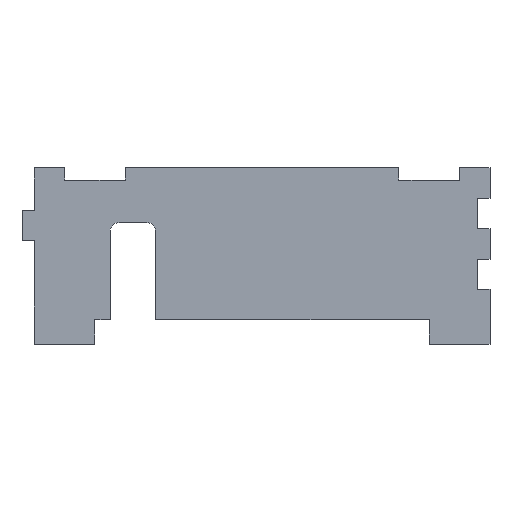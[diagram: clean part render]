
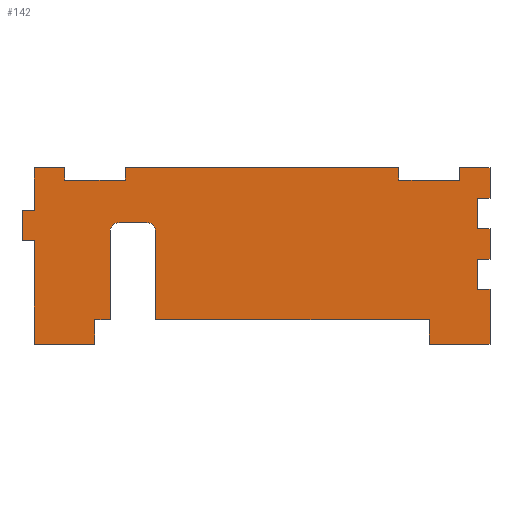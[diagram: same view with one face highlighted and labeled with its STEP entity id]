
A CAD part, top view. The second image highlights one B-rep face of the part: STEP entity #142.
In plain terms, the highlighted planar face has unit normal (0, 0, 1).
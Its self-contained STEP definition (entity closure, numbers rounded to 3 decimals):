
#106=CIRCLE('',#855,3.);
#107=CIRCLE('',#856,3.);
#142=ADVANCED_FACE('',(#212),#178,.F.);
#178=PLANE('',#857);
#212=FACE_OUTER_BOUND('',#248,.T.);
#248=EDGE_LOOP('',(#380,#381,#382,#383,#384,#385,#386,#387,#388,#389,#390,
#391,#392,#393,#394,#395,#396,#397,#398,#399,#400,#401,#402,#403,#404,#405,
#406,#407,#408,#409,#410,#411,#412,#413));
#380=ORIENTED_EDGE('',*,*,#526,.F.);
#381=ORIENTED_EDGE('',*,*,#621,.F.);
#382=ORIENTED_EDGE('',*,*,#618,.F.);
#383=ORIENTED_EDGE('',*,*,#615,.F.);
#384=ORIENTED_EDGE('',*,*,#612,.F.);
#385=ORIENTED_EDGE('',*,*,#609,.F.);
#386=ORIENTED_EDGE('',*,*,#606,.F.);
#387=ORIENTED_EDGE('',*,*,#603,.F.);
#388=ORIENTED_EDGE('',*,*,#600,.F.);
#389=ORIENTED_EDGE('',*,*,#597,.F.);
#390=ORIENTED_EDGE('',*,*,#594,.F.);
#391=ORIENTED_EDGE('',*,*,#591,.F.);
#392=ORIENTED_EDGE('',*,*,#588,.F.);
#393=ORIENTED_EDGE('',*,*,#585,.F.);
#394=ORIENTED_EDGE('',*,*,#622,.T.);
#395=ORIENTED_EDGE('',*,*,#579,.F.);
#396=ORIENTED_EDGE('',*,*,#623,.T.);
#397=ORIENTED_EDGE('',*,*,#576,.F.);
#398=ORIENTED_EDGE('',*,*,#574,.F.);
#399=ORIENTED_EDGE('',*,*,#571,.F.);
#400=ORIENTED_EDGE('',*,*,#568,.F.);
#401=ORIENTED_EDGE('',*,*,#565,.F.);
#402=ORIENTED_EDGE('',*,*,#562,.F.);
#403=ORIENTED_EDGE('',*,*,#559,.F.);
#404=ORIENTED_EDGE('',*,*,#556,.F.);
#405=ORIENTED_EDGE('',*,*,#553,.F.);
#406=ORIENTED_EDGE('',*,*,#550,.F.);
#407=ORIENTED_EDGE('',*,*,#547,.F.);
#408=ORIENTED_EDGE('',*,*,#544,.F.);
#409=ORIENTED_EDGE('',*,*,#541,.F.);
#410=ORIENTED_EDGE('',*,*,#538,.F.);
#411=ORIENTED_EDGE('',*,*,#535,.F.);
#412=ORIENTED_EDGE('',*,*,#532,.F.);
#413=ORIENTED_EDGE('',*,*,#529,.F.);
#458=VERTEX_POINT('',#1048);
#459=VERTEX_POINT('',#1050);
#461=VERTEX_POINT('',#1056);
#463=VERTEX_POINT('',#1062);
#465=VERTEX_POINT('',#1068);
#467=VERTEX_POINT('',#1074);
#469=VERTEX_POINT('',#1080);
#471=VERTEX_POINT('',#1086);
#473=VERTEX_POINT('',#1092);
#475=VERTEX_POINT('',#1098);
#477=VERTEX_POINT('',#1104);
#479=VERTEX_POINT('',#1110);
#481=VERTEX_POINT('',#1116);
#483=VERTEX_POINT('',#1122);
#485=VERTEX_POINT('',#1128);
#487=VERTEX_POINT('',#1134);
#489=VERTEX_POINT('',#1140);
#491=VERTEX_POINT('',#1146);
#492=VERTEX_POINT('',#1150);
#494=VERTEX_POINT('',#1156);
#495=VERTEX_POINT('',#1157);
#500=VERTEX_POINT('',#1168);
#501=VERTEX_POINT('',#1170);
#503=VERTEX_POINT('',#1176);
#505=VERTEX_POINT('',#1182);
#507=VERTEX_POINT('',#1188);
#509=VERTEX_POINT('',#1194);
#511=VERTEX_POINT('',#1200);
#513=VERTEX_POINT('',#1206);
#515=VERTEX_POINT('',#1212);
#517=VERTEX_POINT('',#1218);
#519=VERTEX_POINT('',#1224);
#521=VERTEX_POINT('',#1230);
#523=VERTEX_POINT('',#1236);
#526=EDGE_CURVE('',#458,#459,#628,.T.);
#529=EDGE_CURVE('',#459,#461,#631,.T.);
#532=EDGE_CURVE('',#461,#463,#634,.T.);
#535=EDGE_CURVE('',#463,#465,#637,.T.);
#538=EDGE_CURVE('',#465,#467,#640,.T.);
#541=EDGE_CURVE('',#467,#469,#643,.T.);
#544=EDGE_CURVE('',#469,#471,#646,.T.);
#547=EDGE_CURVE('',#471,#473,#649,.T.);
#550=EDGE_CURVE('',#473,#475,#652,.T.);
#553=EDGE_CURVE('',#475,#477,#655,.T.);
#556=EDGE_CURVE('',#477,#479,#658,.T.);
#559=EDGE_CURVE('',#479,#481,#661,.T.);
#562=EDGE_CURVE('',#481,#483,#664,.T.);
#565=EDGE_CURVE('',#483,#485,#667,.T.);
#568=EDGE_CURVE('',#485,#487,#670,.T.);
#571=EDGE_CURVE('',#487,#489,#673,.T.);
#574=EDGE_CURVE('',#489,#491,#676,.T.);
#576=EDGE_CURVE('',#491,#492,#678,.T.);
#579=EDGE_CURVE('',#494,#495,#681,.T.);
#585=EDGE_CURVE('',#500,#501,#687,.T.);
#588=EDGE_CURVE('',#501,#503,#690,.T.);
#591=EDGE_CURVE('',#503,#505,#693,.T.);
#594=EDGE_CURVE('',#505,#507,#696,.T.);
#597=EDGE_CURVE('',#507,#509,#699,.T.);
#600=EDGE_CURVE('',#509,#511,#702,.T.);
#603=EDGE_CURVE('',#511,#513,#705,.T.);
#606=EDGE_CURVE('',#513,#515,#708,.T.);
#609=EDGE_CURVE('',#515,#517,#711,.T.);
#612=EDGE_CURVE('',#517,#519,#714,.T.);
#615=EDGE_CURVE('',#519,#521,#717,.T.);
#618=EDGE_CURVE('',#521,#523,#720,.T.);
#621=EDGE_CURVE('',#523,#458,#723,.T.);
#622=EDGE_CURVE('',#500,#495,#106,.T.);
#623=EDGE_CURVE('',#494,#492,#107,.T.);
#628=LINE('',#1049,#726);
#631=LINE('',#1055,#729);
#634=LINE('',#1061,#732);
#637=LINE('',#1067,#735);
#640=LINE('',#1073,#738);
#643=LINE('',#1079,#741);
#646=LINE('',#1085,#744);
#649=LINE('',#1091,#747);
#652=LINE('',#1097,#750);
#655=LINE('',#1103,#753);
#658=LINE('',#1109,#756);
#661=LINE('',#1115,#759);
#664=LINE('',#1121,#762);
#667=LINE('',#1127,#765);
#670=LINE('',#1133,#768);
#673=LINE('',#1139,#771);
#676=LINE('',#1145,#774);
#678=LINE('',#1149,#776);
#681=LINE('',#1155,#779);
#687=LINE('',#1169,#785);
#690=LINE('',#1175,#788);
#693=LINE('',#1181,#791);
#696=LINE('',#1187,#794);
#699=LINE('',#1193,#797);
#702=LINE('',#1199,#800);
#705=LINE('',#1205,#803);
#708=LINE('',#1211,#806);
#711=LINE('',#1217,#809);
#714=LINE('',#1223,#812);
#717=LINE('',#1229,#815);
#720=LINE('',#1235,#818);
#723=LINE('',#1240,#821);
#726=VECTOR('',#867,1.);
#729=VECTOR('',#872,1.);
#732=VECTOR('',#877,1.);
#735=VECTOR('',#882,1.);
#738=VECTOR('',#887,1.);
#741=VECTOR('',#892,1.);
#744=VECTOR('',#897,1.);
#747=VECTOR('',#902,1.);
#750=VECTOR('',#907,1.);
#753=VECTOR('',#912,1.);
#756=VECTOR('',#917,1.);
#759=VECTOR('',#922,1.);
#762=VECTOR('',#927,1.);
#765=VECTOR('',#932,1.);
#768=VECTOR('',#937,1.);
#771=VECTOR('',#942,1.);
#774=VECTOR('',#947,1.);
#776=VECTOR('',#951,1.);
#779=VECTOR('',#956,1.);
#785=VECTOR('',#964,1.);
#788=VECTOR('',#969,1.);
#791=VECTOR('',#974,1.);
#794=VECTOR('',#979,1.);
#797=VECTOR('',#984,1.);
#800=VECTOR('',#989,1.);
#803=VECTOR('',#994,1.);
#806=VECTOR('',#999,1.);
#809=VECTOR('',#1004,1.);
#812=VECTOR('',#1009,1.);
#815=VECTOR('',#1014,1.);
#818=VECTOR('',#1019,1.);
#821=VECTOR('',#1024,1.);
#855=AXIS2_PLACEMENT_3D('',#1242,#1027,#1028);
#856=AXIS2_PLACEMENT_3D('',#1243,#1029,#1030);
#857=AXIS2_PLACEMENT_3D('',#1244,#1031,#1032);
#867=DIRECTION('',(1.,0.,0.));
#872=DIRECTION('',(0.,-1.,0.));
#877=DIRECTION('',(1.,0.,0.));
#882=DIRECTION('',(0.,1.,0.));
#887=DIRECTION('',(1.,0.,0.));
#892=DIRECTION('',(0.,-1.,0.));
#897=DIRECTION('',(-1.,0.,0.));
#902=DIRECTION('',(0.,-1.,0.));
#907=DIRECTION('',(1.,0.,0.));
#912=DIRECTION('',(0.,-1.,0.));
#917=DIRECTION('',(-1.,0.,0.));
#922=DIRECTION('',(0.,-1.,0.));
#927=DIRECTION('',(1.,0.,0.));
#932=DIRECTION('',(0.,-1.,0.));
#937=DIRECTION('',(-1.,0.,0.));
#942=DIRECTION('',(0.,1.,0.));
#947=DIRECTION('',(-1.,0.,0.));
#951=DIRECTION('',(0.,1.,0.));
#956=DIRECTION('',(-1.,0.,0.));
#964=DIRECTION('',(0.,-1.,0.));
#969=DIRECTION('',(-1.,0.,0.));
#974=DIRECTION('',(0.,-1.,0.));
#979=DIRECTION('',(-1.,0.,0.));
#984=DIRECTION('',(0.,1.,0.));
#989=DIRECTION('',(-1.,0.,0.));
#994=DIRECTION('',(0.,1.,0.));
#999=DIRECTION('',(1.,0.,0.));
#1004=DIRECTION('',(0.,1.,0.));
#1009=DIRECTION('',(1.,0.,0.));
#1014=DIRECTION('',(0.,-1.,0.));
#1019=DIRECTION('',(1.,0.,0.));
#1024=DIRECTION('',(0.,1.,0.));
#1027=DIRECTION('',(0.,0.,-1.));
#1028=DIRECTION('',(-1.,0.,0.));
#1029=DIRECTION('',(0.,0.,-1.));
#1030=DIRECTION('',(-1.,0.,0.));
#1031=DIRECTION('',(0.,0.,-1.));
#1032=DIRECTION('',(-1.,0.,0.));
#1048=CARTESIAN_POINT('',(30.,58.,4.));
#1049=CARTESIAN_POINT('',(30.,58.,4.));
#1050=CARTESIAN_POINT('',(120.,58.,4.));
#1055=CARTESIAN_POINT('',(120.,58.,4.));
#1056=CARTESIAN_POINT('',(120.,54.,4.));
#1061=CARTESIAN_POINT('',(120.,54.,4.));
#1062=CARTESIAN_POINT('',(140.,54.,4.));
#1067=CARTESIAN_POINT('',(140.,54.,4.));
#1068=CARTESIAN_POINT('',(140.,58.,4.));
#1073=CARTESIAN_POINT('',(140.,58.,4.));
#1074=CARTESIAN_POINT('',(150.,58.,4.));
#1079=CARTESIAN_POINT('',(150.,58.,4.));
#1080=CARTESIAN_POINT('',(150.,48.,4.));
#1085=CARTESIAN_POINT('',(150.,48.,4.));
#1086=CARTESIAN_POINT('',(146.,48.,4.));
#1091=CARTESIAN_POINT('',(146.,48.,4.));
#1092=CARTESIAN_POINT('',(146.,38.,4.));
#1097=CARTESIAN_POINT('',(146.,38.,4.));
#1098=CARTESIAN_POINT('',(150.,38.,4.));
#1103=CARTESIAN_POINT('',(150.,38.,4.));
#1104=CARTESIAN_POINT('',(150.,28.,4.));
#1109=CARTESIAN_POINT('',(150.,28.,4.));
#1110=CARTESIAN_POINT('',(146.,28.,4.));
#1115=CARTESIAN_POINT('',(146.,28.,4.));
#1116=CARTESIAN_POINT('',(146.,18.,4.));
#1121=CARTESIAN_POINT('',(146.,18.,4.));
#1122=CARTESIAN_POINT('',(150.,18.,4.));
#1127=CARTESIAN_POINT('',(150.,18.,4.));
#1128=CARTESIAN_POINT('',(150.,0.,4.));
#1133=CARTESIAN_POINT('',(150.,0.,4.));
#1134=CARTESIAN_POINT('',(130.,0.,4.));
#1139=CARTESIAN_POINT('',(130.,0.,4.));
#1140=CARTESIAN_POINT('',(130.,8.,4.));
#1145=CARTESIAN_POINT('',(130.,8.,4.));
#1146=CARTESIAN_POINT('',(40.,8.,4.));
#1149=CARTESIAN_POINT('',(40.,8.,4.));
#1150=CARTESIAN_POINT('',(40.,37.,4.));
#1155=CARTESIAN_POINT('',(40.,40.,4.));
#1156=CARTESIAN_POINT('',(37.,40.,4.));
#1157=CARTESIAN_POINT('',(28.,40.,4.));
#1168=CARTESIAN_POINT('',(25.,37.,4.));
#1169=CARTESIAN_POINT('',(25.,40.,4.));
#1170=CARTESIAN_POINT('',(25.,8.,4.));
#1175=CARTESIAN_POINT('',(25.,8.,4.));
#1176=CARTESIAN_POINT('',(20.,8.,4.));
#1181=CARTESIAN_POINT('',(20.,8.,4.));
#1182=CARTESIAN_POINT('',(20.,0.,4.));
#1187=CARTESIAN_POINT('',(20.,0.,4.));
#1188=CARTESIAN_POINT('',(0.,0.,4.));
#1193=CARTESIAN_POINT('',(0.,0.,4.));
#1194=CARTESIAN_POINT('',(0.,34.,4.));
#1199=CARTESIAN_POINT('',(0.,34.,4.));
#1200=CARTESIAN_POINT('',(-4.,34.,4.));
#1205=CARTESIAN_POINT('',(-4.,34.,4.));
#1206=CARTESIAN_POINT('',(-4.,44.,4.));
#1211=CARTESIAN_POINT('',(-4.,44.,4.));
#1212=CARTESIAN_POINT('',(0.,44.,4.));
#1217=CARTESIAN_POINT('',(0.,44.,4.));
#1218=CARTESIAN_POINT('',(0.,58.,4.));
#1223=CARTESIAN_POINT('',(0.,58.,4.));
#1224=CARTESIAN_POINT('',(10.,58.,4.));
#1229=CARTESIAN_POINT('',(10.,58.,4.));
#1230=CARTESIAN_POINT('',(10.,54.,4.));
#1235=CARTESIAN_POINT('',(10.,54.,4.));
#1236=CARTESIAN_POINT('',(30.,54.,4.));
#1240=CARTESIAN_POINT('',(30.,54.,4.));
#1242=CARTESIAN_POINT('',(28.,37.,4.));
#1243=CARTESIAN_POINT('',(37.,37.,4.));
#1244=CARTESIAN_POINT('',(0.,0.,4.));
